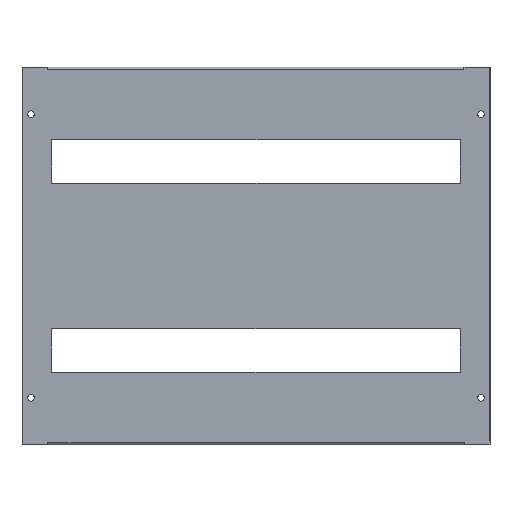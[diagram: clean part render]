
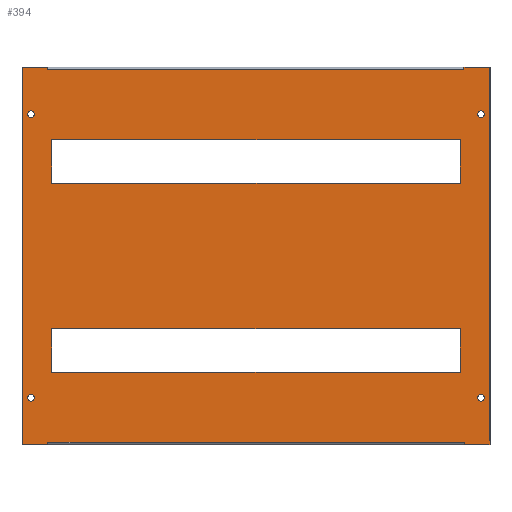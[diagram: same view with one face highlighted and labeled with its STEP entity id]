
A CAD part, top view. The second image highlights one B-rep face of the part: STEP entity #394.
In plain terms, the highlighted planar face has unit normal (0, 0, 1).
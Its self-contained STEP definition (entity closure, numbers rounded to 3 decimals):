
#315=FACE_BOUND('',#489,.T.);
#316=FACE_BOUND('',#490,.T.);
#317=FACE_BOUND('',#491,.T.);
#318=FACE_BOUND('',#492,.T.);
#319=FACE_BOUND('',#493,.T.);
#320=FACE_BOUND('',#494,.T.);
#321=FACE_BOUND('',#495,.T.);
#350=PLANE('',#1239);
#394=ADVANCED_FACE('F13',(#315,#316,#317,#318,#319,#320,#321),#350,.T.);
#489=EDGE_LOOP('',(#620,#621,#622,#623,#624,#625,#626,#627,#628,#629,#630,
#631));
#490=EDGE_LOOP('',(#632));
#491=EDGE_LOOP('',(#633));
#492=EDGE_LOOP('',(#634,#635,#636,#637));
#493=EDGE_LOOP('',(#638,#639,#640,#641));
#494=EDGE_LOOP('',(#642));
#495=EDGE_LOOP('',(#643));
#536=CIRCLE('',#1219,3.5);
#538=CIRCLE('',#1222,3.5);
#540=CIRCLE('',#1233,3.5);
#542=CIRCLE('',#1236,3.5);
#620=ORIENTED_EDGE('',*,*,#929,.F.);
#621=ORIENTED_EDGE('',*,*,#930,.T.);
#622=ORIENTED_EDGE('',*,*,#931,.T.);
#623=ORIENTED_EDGE('',*,*,#932,.T.);
#624=ORIENTED_EDGE('',*,*,#933,.T.);
#625=ORIENTED_EDGE('',*,*,#934,.T.);
#626=ORIENTED_EDGE('',*,*,#935,.F.);
#627=ORIENTED_EDGE('',*,*,#936,.T.);
#628=ORIENTED_EDGE('',*,*,#937,.T.);
#629=ORIENTED_EDGE('',*,*,#938,.T.);
#630=ORIENTED_EDGE('',*,*,#939,.T.);
#631=ORIENTED_EDGE('',*,*,#940,.T.);
#632=ORIENTED_EDGE('',*,*,#927,.T.);
#633=ORIENTED_EDGE('',*,*,#924,.T.);
#634=ORIENTED_EDGE('',*,*,#921,.T.);
#635=ORIENTED_EDGE('',*,*,#918,.T.);
#636=ORIENTED_EDGE('',*,*,#915,.T.);
#637=ORIENTED_EDGE('',*,*,#912,.T.);
#638=ORIENTED_EDGE('',*,*,#909,.T.);
#639=ORIENTED_EDGE('',*,*,#906,.T.);
#640=ORIENTED_EDGE('',*,*,#903,.T.);
#641=ORIENTED_EDGE('',*,*,#900,.T.);
#642=ORIENTED_EDGE('',*,*,#897,.T.);
#643=ORIENTED_EDGE('',*,*,#894,.T.);
#810=VERTEX_POINT('',#1556);
#812=VERTEX_POINT('',#1562);
#813=VERTEX_POINT('',#1567);
#815=VERTEX_POINT('',#1570);
#817=VERTEX_POINT('',#1576);
#819=VERTEX_POINT('',#1582);
#821=VERTEX_POINT('',#1591);
#823=VERTEX_POINT('',#1594);
#825=VERTEX_POINT('',#1600);
#827=VERTEX_POINT('',#1606);
#830=VERTEX_POINT('',#1616);
#832=VERTEX_POINT('',#1622);
#833=VERTEX_POINT('',#1627);
#834=VERTEX_POINT('',#1628);
#835=VERTEX_POINT('',#1630);
#836=VERTEX_POINT('',#1632);
#837=VERTEX_POINT('',#1634);
#838=VERTEX_POINT('',#1636);
#839=VERTEX_POINT('',#1638);
#840=VERTEX_POINT('',#1640);
#841=VERTEX_POINT('',#1642);
#842=VERTEX_POINT('',#1644);
#843=VERTEX_POINT('',#1646);
#844=VERTEX_POINT('',#1648);
#894=EDGE_CURVE('E80',#810,#810,#536,.T.);
#897=EDGE_CURVE('E79',#812,#812,#538,.T.);
#900=EDGE_CURVE('E78',#815,#813,#1015,.T.);
#903=EDGE_CURVE('E77',#817,#815,#1018,.T.);
#906=EDGE_CURVE('E76',#819,#817,#1021,.T.);
#909=EDGE_CURVE('E75',#813,#819,#1024,.T.);
#912=EDGE_CURVE('E74',#823,#821,#1027,.T.);
#915=EDGE_CURVE('E73',#825,#823,#1030,.T.);
#918=EDGE_CURVE('E72',#827,#825,#1033,.T.);
#921=EDGE_CURVE('E71',#821,#827,#1036,.T.);
#924=EDGE_CURVE('E70',#830,#830,#540,.T.);
#927=EDGE_CURVE('E69',#832,#832,#542,.T.);
#929=EDGE_CURVE('E44',#833,#834,#1040,.T.);
#930=EDGE_CURVE('E59',#833,#835,#1041,.T.);
#931=EDGE_CURVE('E60',#835,#836,#1042,.T.);
#932=EDGE_CURVE('E61',#836,#837,#1043,.T.);
#933=EDGE_CURVE('E62',#837,#838,#1044,.T.);
#934=EDGE_CURVE('E63',#838,#839,#1045,.T.);
#935=EDGE_CURVE('E48',#840,#839,#1046,.T.);
#936=EDGE_CURVE('E64',#840,#841,#1047,.T.);
#937=EDGE_CURVE('E65',#841,#842,#1048,.T.);
#938=EDGE_CURVE('E66',#842,#843,#1049,.T.);
#939=EDGE_CURVE('E67',#843,#844,#1050,.T.);
#940=EDGE_CURVE('E68',#844,#834,#1051,.T.);
#1015=LINE('',#1569,#1114);
#1018=LINE('',#1575,#1117);
#1021=LINE('',#1581,#1120);
#1024=LINE('',#1587,#1123);
#1027=LINE('',#1593,#1126);
#1030=LINE('',#1599,#1129);
#1033=LINE('',#1605,#1132);
#1036=LINE('',#1611,#1135);
#1040=LINE('',#1626,#1139);
#1041=LINE('',#1629,#1140);
#1042=LINE('',#1631,#1141);
#1043=LINE('',#1633,#1142);
#1044=LINE('',#1635,#1143);
#1045=LINE('',#1637,#1144);
#1046=LINE('',#1639,#1145);
#1047=LINE('',#1641,#1146);
#1048=LINE('',#1643,#1147);
#1049=LINE('',#1645,#1148);
#1050=LINE('',#1647,#1149);
#1051=LINE('',#1649,#1150);
#1114=VECTOR('',#1325,1.);
#1117=VECTOR('',#1330,1.);
#1120=VECTOR('',#1335,1.);
#1123=VECTOR('',#1340,1.);
#1126=VECTOR('',#1345,1.);
#1129=VECTOR('',#1350,1.);
#1132=VECTOR('',#1355,1.);
#1135=VECTOR('',#1360,1.);
#1139=VECTOR('',#1378,1.);
#1140=VECTOR('',#1379,1.);
#1141=VECTOR('',#1380,1.);
#1142=VECTOR('',#1381,1.);
#1143=VECTOR('',#1382,1.);
#1144=VECTOR('',#1383,1.);
#1145=VECTOR('',#1384,1.);
#1146=VECTOR('',#1385,1.);
#1147=VECTOR('',#1386,1.);
#1148=VECTOR('',#1387,1.);
#1149=VECTOR('',#1388,1.);
#1150=VECTOR('',#1389,1.);
#1219=AXIS2_PLACEMENT_3D('',#1557,#1311,#1312);
#1222=AXIS2_PLACEMENT_3D('',#1563,#1318,#1319);
#1233=AXIS2_PLACEMENT_3D('',#1617,#1365,#1366);
#1236=AXIS2_PLACEMENT_3D('',#1623,#1372,#1373);
#1239=AXIS2_PLACEMENT_3D('',#1650,#1390,#1391);
#1311=DIRECTION('',(0.,0.,-1.));
#1312=DIRECTION('',(-1.,0.,0.));
#1318=DIRECTION('',(0.,0.,-1.));
#1319=DIRECTION('',(-1.,0.,0.));
#1325=DIRECTION('',(-1.,0.,0.));
#1330=DIRECTION('',(0.,-1.,0.));
#1335=DIRECTION('',(1.,0.,0.));
#1340=DIRECTION('',(0.,1.,0.));
#1345=DIRECTION('',(-1.,0.,0.));
#1350=DIRECTION('',(0.,-1.,0.));
#1355=DIRECTION('',(1.,0.,0.));
#1360=DIRECTION('',(0.,1.,0.));
#1365=DIRECTION('',(0.,0.,-1.));
#1366=DIRECTION('',(-1.,0.,0.));
#1372=DIRECTION('',(0.,0.,-1.));
#1373=DIRECTION('',(-1.,0.,0.));
#1378=DIRECTION('',(1.,0.,0.));
#1379=DIRECTION('',(0.,1.,0.));
#1380=DIRECTION('',(-1.,0.,0.));
#1381=DIRECTION('',(0.,-1.,0.));
#1382=DIRECTION('',(1.,0.,0.));
#1383=DIRECTION('',(0.,1.,0.));
#1384=DIRECTION('',(-1.,0.,0.));
#1385=DIRECTION('',(0.,-1.,0.));
#1386=DIRECTION('',(1.,0.,0.));
#1387=DIRECTION('',(0.,1.,0.));
#1388=DIRECTION('',(-1.,0.,0.));
#1389=DIRECTION('',(0.,-1.,0.));
#1390=DIRECTION('',(0.,0.,1.));
#1391=DIRECTION('',(-1.,0.,0.));
#1556=CARTESIAN_POINT('',(-486.921,-647.255,64.137));
#1557=CARTESIAN_POINT('',(-490.421,-647.255,64.137));
#1562=CARTESIAN_POINT('',(-486.921,-347.255,64.137));
#1563=CARTESIAN_POINT('',(-490.421,-347.255,64.137));
#1567=CARTESIAN_POINT('',(-944.421,-420.255,64.137));
#1569=CARTESIAN_POINT('',(-828.421,-420.255,64.137));
#1570=CARTESIAN_POINT('',(-512.421,-420.255,64.137));
#1575=CARTESIAN_POINT('',(-512.421,-397.255,64.137));
#1576=CARTESIAN_POINT('',(-512.421,-374.255,64.137));
#1581=CARTESIAN_POINT('',(-828.421,-374.255,64.137));
#1582=CARTESIAN_POINT('',(-944.421,-374.255,64.137));
#1587=CARTESIAN_POINT('',(-944.421,-397.255,64.137));
#1591=CARTESIAN_POINT('',(-944.421,-620.255,64.137));
#1593=CARTESIAN_POINT('',(-828.421,-620.255,64.137));
#1594=CARTESIAN_POINT('',(-512.421,-620.255,64.137));
#1599=CARTESIAN_POINT('',(-512.421,-597.255,64.137));
#1600=CARTESIAN_POINT('',(-512.421,-574.255,64.137));
#1605=CARTESIAN_POINT('',(-828.421,-574.255,64.137));
#1606=CARTESIAN_POINT('',(-944.421,-574.255,64.137));
#1611=CARTESIAN_POINT('',(-944.421,-597.255,64.137));
#1616=CARTESIAN_POINT('',(-962.921,-347.255,64.137));
#1617=CARTESIAN_POINT('',(-966.421,-347.255,64.137));
#1622=CARTESIAN_POINT('',(-962.921,-647.255,64.137));
#1623=CARTESIAN_POINT('',(-966.421,-647.255,64.137));
#1626=CARTESIAN_POINT('',(-508.421,-300.305,64.137));
#1627=CARTESIAN_POINT('',(-948.421,-300.305,64.137));
#1628=CARTESIAN_POINT('',(-508.421,-300.305,64.137));
#1629=CARTESIAN_POINT('',(-948.421,-298.905,64.137));
#1630=CARTESIAN_POINT('',(-948.421,-297.505,64.137));
#1631=CARTESIAN_POINT('',(-962.171,-297.505,64.137));
#1632=CARTESIAN_POINT('',(-975.921,-297.505,64.137));
#1633=CARTESIAN_POINT('',(-975.921,-497.255,64.137));
#1634=CARTESIAN_POINT('',(-975.921,-697.005,64.137));
#1635=CARTESIAN_POINT('',(-962.171,-697.005,64.137));
#1636=CARTESIAN_POINT('',(-948.421,-697.005,64.137));
#1637=CARTESIAN_POINT('',(-948.421,-695.605,64.137));
#1638=CARTESIAN_POINT('',(-948.421,-694.205,64.137));
#1639=CARTESIAN_POINT('',(-1148.421,-694.205,64.137));
#1640=CARTESIAN_POINT('',(-508.421,-694.205,64.137));
#1641=CARTESIAN_POINT('',(-508.421,-695.605,64.137));
#1642=CARTESIAN_POINT('',(-508.421,-697.005,64.137));
#1643=CARTESIAN_POINT('',(-494.671,-697.005,64.137));
#1644=CARTESIAN_POINT('',(-480.921,-697.005,64.137));
#1645=CARTESIAN_POINT('',(-480.921,-497.255,64.137));
#1646=CARTESIAN_POINT('',(-480.921,-297.505,64.137));
#1647=CARTESIAN_POINT('',(-494.671,-297.505,64.137));
#1648=CARTESIAN_POINT('',(-508.421,-297.505,64.137));
#1649=CARTESIAN_POINT('',(-508.421,-298.905,64.137));
#1650=CARTESIAN_POINT('',(-1175.921,-647.005,64.137));
